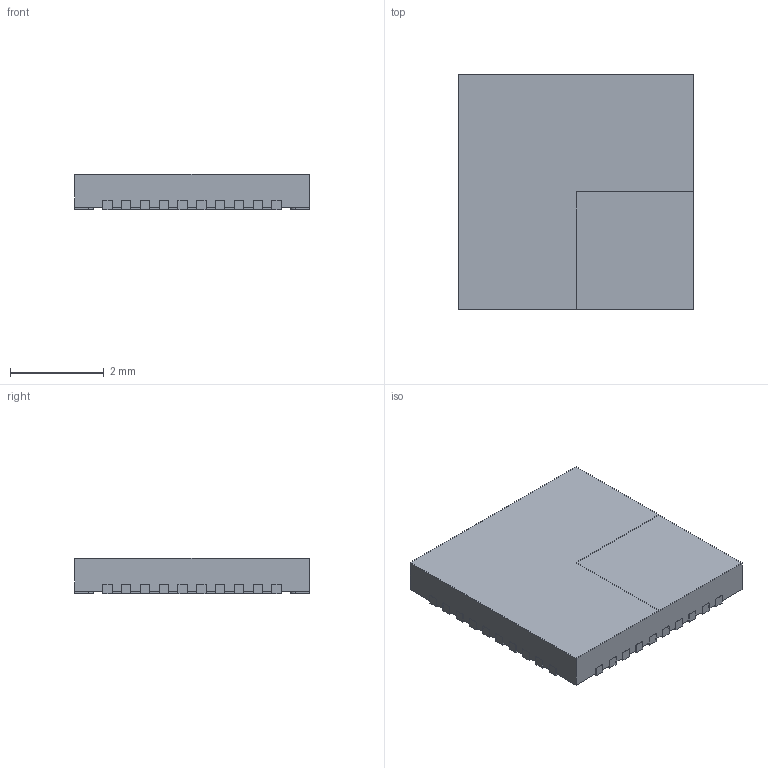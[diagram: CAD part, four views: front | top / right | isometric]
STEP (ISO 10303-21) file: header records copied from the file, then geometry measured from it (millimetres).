
FILE_DESCRIPTION((''),'2;1');
FILE_NAME('RSB_TI','2010-10-19T',('Simon'),(''),'PRO/ENGINEER BY PARAMETRIC TECHNOLOGY CORPORATION, 2008400','PRO/ENGINEER BY PARAMETRIC TECHNOLOGY CORPORATION, 2008400','');
FILE_SCHEMA(('AUTOMOTIVE_DESIGN_CC2 { 1 2 10303 214 -1 1 5 2 }'));
Length unit declared in the file: millimetre
Products named in the file (1): RSB_TI
Bounding box: 5.02 x 5.02 x 0.75 mm (x, y, z)
Volume: 18.3 mm3; surface area: 67.3 mm2
Topology: 1 solids, 1 shells, 254 faces, 753 edges, 502 vertices
Faces by surface type: plane 214, cylinder 40
Entity records: 11039 total; most frequent: CARTESIAN_POINT 1531, ORIENTED_EDGE 1506, DIRECTION 1385, PRESENTATION_STYLE_ASSIGNMENT 790, STYLED_ITEM 776, CURVE_STYLE 775, EDGE_CURVE 753, VECTOR 673
